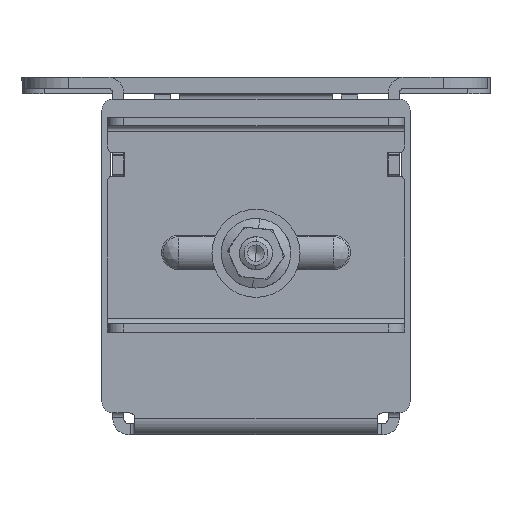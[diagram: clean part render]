
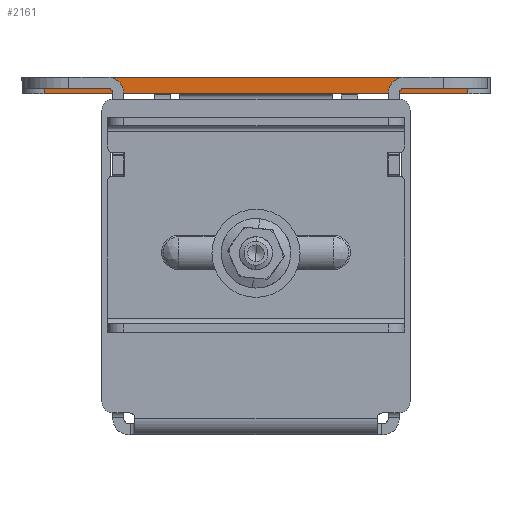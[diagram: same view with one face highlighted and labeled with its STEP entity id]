
A CAD part, front view. The second image highlights one B-rep face of the part: STEP entity #2161.
In plain terms, the highlighted planar face has unit normal (0, -1, 0).
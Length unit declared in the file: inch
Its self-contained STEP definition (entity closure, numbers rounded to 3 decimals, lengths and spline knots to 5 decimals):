
#1472 = CARTESIAN_POINT ( 'NONE',  ( -3.55325, 0.125, 0.7495 ) ) ;
#1586 = EDGE_CURVE ( 'NONE', #22283, #24581, #19031, .T. ) ;
#1725 = ORIENTED_EDGE ( 'NONE', *, *, #23995, .T. ) ;
#2051 = CARTESIAN_POINT ( 'NONE',  ( -3.55325, 0.125, 0.7495 ) ) ;
#2161 = ADVANCED_FACE ( 'NONE', ( #4495 ), #17613, .F. ) ;
#2441 = EDGE_CURVE ( 'NONE', #8328, #22283, #15183, .T. ) ;
#3836 = CARTESIAN_POINT ( 'NONE',  ( -0.159, 0.125, 0.562 ) ) ;
#4201 = EDGE_CURVE ( 'NONE', #24568, #8328, #23605, .T. ) ;
#4495 = FACE_OUTER_BOUND ( 'NONE', #22034, .T. ) ;
#5836 = CARTESIAN_POINT ( 'NONE',  ( -3.55325, 0.125, 0.562 ) ) ;
#6244 = AXIS2_PLACEMENT_3D ( 'NONE', #17898, #17474, #17469 ) ;
#8328 = VERTEX_POINT ( 'NONE', #2051 ) ;
#9770 = CARTESIAN_POINT ( 'NONE',  ( 1.25925, 0.125, 0.562 ) ) ;
#10743 = LINE ( 'NONE', #3836, #19808 ) ;
#10943 = ORIENTED_EDGE ( 'NONE', *, *, #4201, .F. ) ;
#11662 = DIRECTION ( 'NONE',  ( 0., 0., 1. ) ) ;
#14732 = VECTOR ( 'NONE', #11662, 39.37008 ) ;
#14885 = DIRECTION ( 'NONE',  ( 1., 0., 0. ) ) ;
#15030 = CARTESIAN_POINT ( 'NONE',  ( 1.50925, 0.125, 0.7495 ) ) ;
#15059 = VECTOR ( 'NONE', #14885, 39.37008 ) ;
#15183 = LINE ( 'NONE', #15030, #15059 ) ;
#17062 = CARTESIAN_POINT ( 'NONE',  ( 1.25925, 0.125, 0.7495 ) ) ;
#17420 = DIRECTION ( 'NONE',  ( 1., 0., 0. ) ) ;
#17469 = DIRECTION ( 'NONE',  ( 0., 0., 1. ) ) ;
#17474 = DIRECTION ( 'NONE',  ( 0., 1., 0. ) ) ;
#17613 = PLANE ( 'NONE',  #6244 ) ;
#17898 = CARTESIAN_POINT ( 'NONE',  ( 1.50925, 0.125, 0.7495 ) ) ;
#18089 = VECTOR ( 'NONE', #23435, 39.37008 ) ;
#19031 = LINE ( 'NONE', #23205, #18089 ) ;
#19808 = VECTOR ( 'NONE', #17420, 39.37008 ) ;
#20039 = ORIENTED_EDGE ( 'NONE', *, *, #1586, .F. ) ;
#21311 = ORIENTED_EDGE ( 'NONE', *, *, #2441, .F. ) ;
#22034 = EDGE_LOOP ( 'NONE', ( #20039, #21311, #10943, #1725 ) ) ;
#22283 = VERTEX_POINT ( 'NONE', #17062 ) ;
#23205 = CARTESIAN_POINT ( 'NONE',  ( 1.25925, 0.125, 0.7495 ) ) ;
#23435 = DIRECTION ( 'NONE',  ( 0., 0., -1. ) ) ;
#23605 = LINE ( 'NONE', #1472, #14732 ) ;
#23995 = EDGE_CURVE ( 'NONE', #24568, #24581, #10743, .T. ) ;
#24568 = VERTEX_POINT ( 'NONE', #5836 ) ;
#24581 = VERTEX_POINT ( 'NONE', #9770 ) ;
